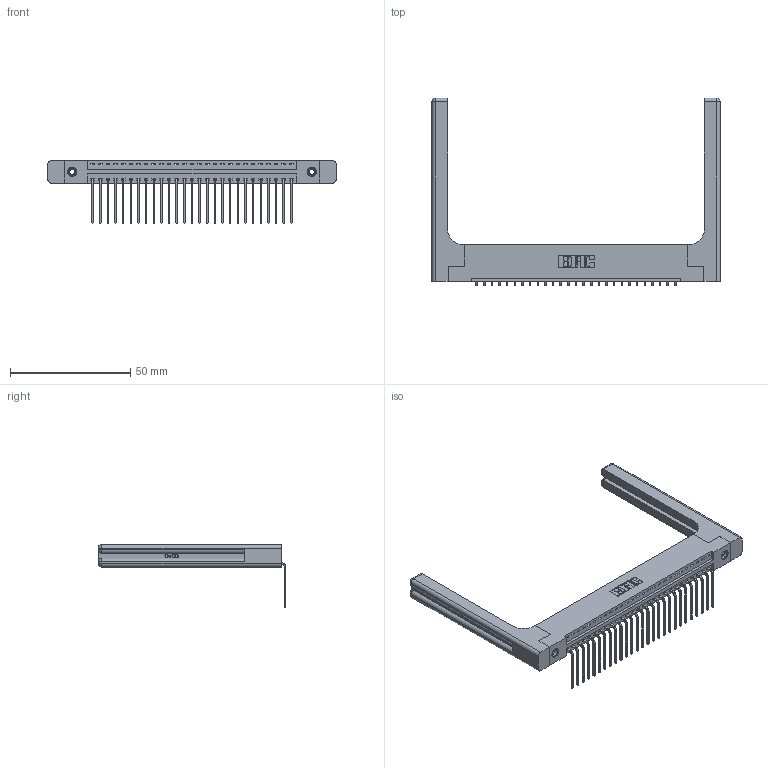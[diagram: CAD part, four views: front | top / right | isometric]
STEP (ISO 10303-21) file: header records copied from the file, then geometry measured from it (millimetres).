
FILE_DESCRIPTION (( 'STEP AP203' ), '1' );
FILE_NAME ('396-027-559-158.STEP', '2019-10-31T21:33:18', ( '' ), ( '' ), 'SwSTEP 2.0', 'SolidWorks 2016', '' );
FILE_SCHEMA (( 'CONFIG_CONTROL_DESIGN' ));
Length unit declared in the file: inch
Products named in the file (5): 346-220-058_345-220-058; 396-027-559-158; 346 Part_Flush Mounting Lugs - 0.156 Dia-TH; 345-292-001_558 559 Tail - 1; 345-250-001_345-250-001-102
Assembly tree (32 placements, depth 2):
  396-027-559-158
    346 Part_Flush Mounting Lugs - 0.156 Dia-TH
    345-292-001_558 559 Tail - 1  x27
    345-250-001_345-250-001-102  x2
    346-220-058_345-220-058  x2
Bounding box: 119.79 x 78.04 x 26.16 mm (x, y, z)
Volume: 18971.2 mm3; surface area: 19858.9 mm2
Topology: 32 solids, 32 shells, 1998 faces, 5909 edges, 3882 vertices
Faces by surface type: plane 1358, cylinder 580, bspline 36, cone 12, sphere 8, torus 4
Entity records: 24042 total; most frequent: CARTESIAN_POINT 5106, ORIENTED_EDGE 3864, DIRECTION 3454, EDGE_CURVE 1932, VECTOR 1600, LINE 1600, VERTEX_POINT 1278, AXIS2_PLACEMENT_3D 927
